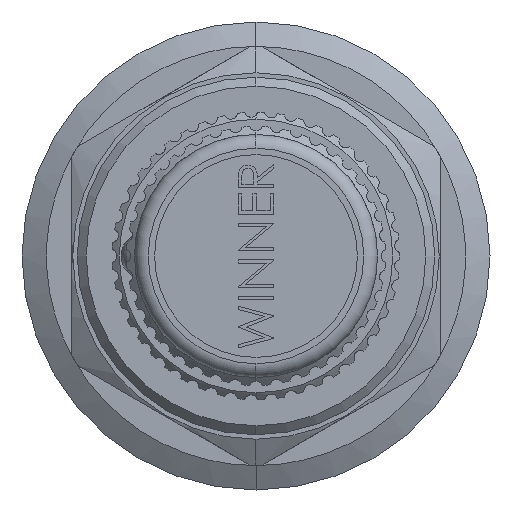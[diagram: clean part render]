
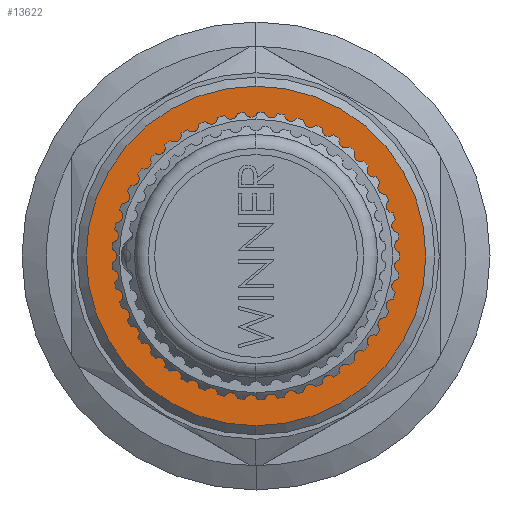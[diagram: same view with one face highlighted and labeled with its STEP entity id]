
A CAD part, left-side view. The second image highlights one B-rep face of the part: STEP entity #13622.
In plain terms, the highlighted planar face has unit normal (-1, 0, 0).
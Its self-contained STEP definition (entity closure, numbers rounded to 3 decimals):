
#948 = DIRECTION ( 'NONE',  ( 1., 0., 0. ) ) ;
#3037 = FACE_OUTER_BOUND ( 'NONE', #56735, .T. ) ;
#5364 = DIRECTION ( 'NONE',  ( 0., 0., -1. ) ) ;
#7026 = PLANE ( 'NONE',  #33003 ) ;
#7460 = VERTEX_POINT ( 'NONE', #25729 ) ;
#11444 = DIRECTION ( 'NONE',  ( 0., 0., -1. ) ) ;
#13291 = VERTEX_POINT ( 'NONE', #32056 ) ;
#13622 = ADVANCED_FACE ( 'NONE', ( #42910, #3037 ), #7026, .F. ) ;
#14399 = CARTESIAN_POINT ( 'NONE',  ( -2.005, 0., 0. ) ) ;
#14904 = EDGE_CURVE ( 'NONE', #13291, #54732, #35284, .T. ) ;
#15726 = AXIS2_PLACEMENT_3D ( 'NONE', #21243, #16640, #38564 ) ;
#16640 = DIRECTION ( 'NONE',  ( -1., 0., 0. ) ) ;
#16887 = CARTESIAN_POINT ( 'NONE',  ( -2.005, 0., 0. ) ) ;
#17263 = DIRECTION ( 'NONE',  ( 0., 0., -1. ) ) ;
#21243 = CARTESIAN_POINT ( 'NONE',  ( -2.005, 0., 0. ) ) ;
#25436 = CIRCLE ( 'NONE', #15726, 6.875 ) ;
#25729 = CARTESIAN_POINT ( 'NONE',  ( -2.005, 0., 6.875 ) ) ;
#26112 = ORIENTED_EDGE ( 'NONE', *, *, #33885, .F. ) ;
#27259 = CARTESIAN_POINT ( 'NONE',  ( -2.005, 0., 0. ) ) ;
#28102 = VERTEX_POINT ( 'NONE', #33704 ) ;
#31534 = DIRECTION ( 'NONE',  ( 0., 0., -1. ) ) ;
#32056 = CARTESIAN_POINT ( 'NONE',  ( -2.005, 0., 19. ) ) ;
#33003 = AXIS2_PLACEMENT_3D ( 'NONE', #37806, #37611, #11444 ) ;
#33388 = ORIENTED_EDGE ( 'NONE', *, *, #46510, .F. ) ;
#33704 = CARTESIAN_POINT ( 'NONE',  ( -2.005, 0., -6.875 ) ) ;
#33885 = EDGE_CURVE ( 'NONE', #7460, #28102, #50256, .T. ) ;
#34708 = EDGE_CURVE ( 'NONE', #28102, #7460, #25436, .T. ) ;
#35284 = CIRCLE ( 'NONE', #38860, 19. ) ;
#35566 = AXIS2_PLACEMENT_3D ( 'NONE', #16887, #52453, #17263 ) ;
#37013 = ORIENTED_EDGE ( 'NONE', *, *, #34708, .F. ) ;
#37611 = DIRECTION ( 'NONE',  ( 1., 0., 0. ) ) ;
#37806 = CARTESIAN_POINT ( 'NONE',  ( -2.005, 19., 0. ) ) ;
#38564 = DIRECTION ( 'NONE',  ( 0., 0., -1. ) ) ;
#38860 = AXIS2_PLACEMENT_3D ( 'NONE', #27259, #948, #5364 ) ;
#42910 = FACE_BOUND ( 'NONE', #47030, .T. ) ;
#46059 = CIRCLE ( 'NONE', #49513, 19. ) ;
#46510 = EDGE_CURVE ( 'NONE', #54732, #13291, #46059, .T. ) ;
#47030 = EDGE_LOOP ( 'NONE', ( #26112, #37013 ) ) ;
#49513 = AXIS2_PLACEMENT_3D ( 'NONE', #14399, #53613, #31534 ) ;
#50256 = CIRCLE ( 'NONE', #35566, 6.875 ) ;
#52143 = CARTESIAN_POINT ( 'NONE',  ( -2.005, 0., -19. ) ) ;
#52453 = DIRECTION ( 'NONE',  ( -1., 0., 0. ) ) ;
#53613 = DIRECTION ( 'NONE',  ( 1., 0., 0. ) ) ;
#54543 = ORIENTED_EDGE ( 'NONE', *, *, #14904, .F. ) ;
#54732 = VERTEX_POINT ( 'NONE', #52143 ) ;
#56735 = EDGE_LOOP ( 'NONE', ( #33388, #54543 ) ) ;
